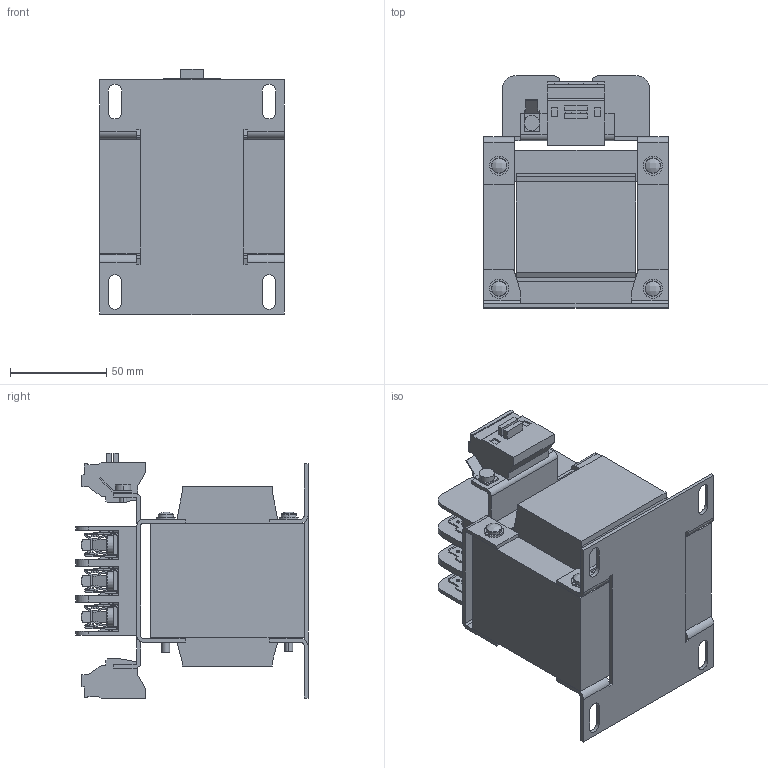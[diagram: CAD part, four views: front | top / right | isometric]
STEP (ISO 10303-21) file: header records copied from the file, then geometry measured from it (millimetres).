
FILE_DESCRIPTION (( 'STEP AP203' ), '1' );
FILE_NAME ('CT-025-048-12-1.step', '2024-10-31T17:04:04', ( '' ), ( '' ), 'SwSTEP 2.0', 'SolidWorks 2023', '' );
FILE_SCHEMA (( 'CONFIG_CONTROL_DESIGN' ));
Products named in the file (1): CT-025-048-12-1
Bounding box: 96 x 120.75 x 128 mm (x, y, z)
Volume: 684480.9 mm3; surface area: 144001.1 mm2
Topology: 2 solids, 8 shells, 1598 faces, 4684 edges, 3082 vertices
Faces by surface type: plane 1029, cylinder 527, cone 24, bspline 18
Entity records: 55689 total; most frequent: CARTESIAN_POINT 12891, ORIENTED_EDGE 9368, DIRECTION 8474, EDGE_CURVE 4684, VECTOR 3084, LINE 3084, VERTEX_POINT 3082, AXIS2_PLACEMENT_3D 2695
